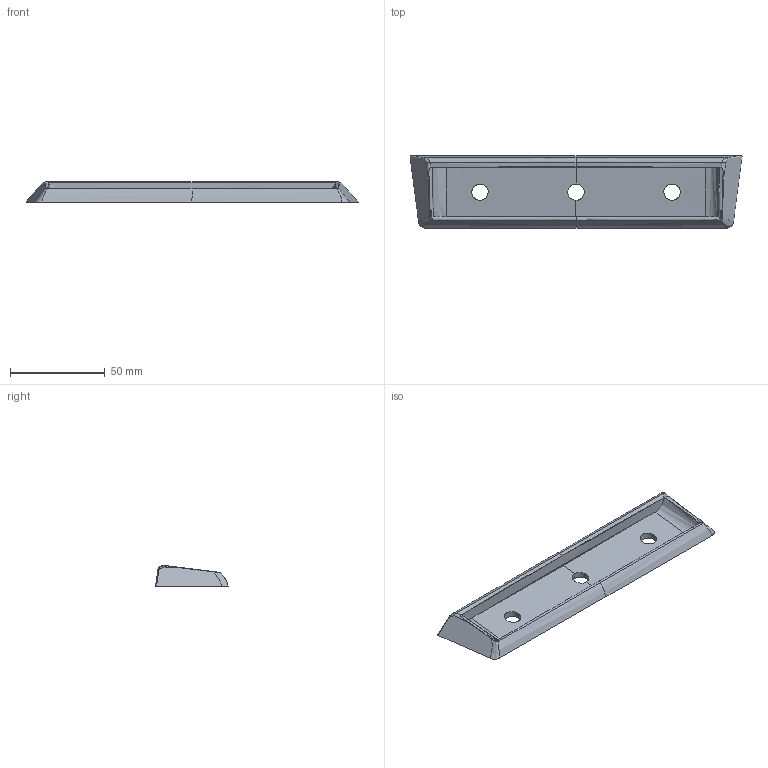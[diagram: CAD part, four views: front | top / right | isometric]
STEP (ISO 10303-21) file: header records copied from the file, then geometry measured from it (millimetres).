
FILE_DESCRIPTION (( 'STEP AP214' ), '1' );
FILE_NAME ('1_4InchBlockout.STEP', '2017-09-25T21:04:17', ( 'Temp' ), ( '' ), 'SwSTEP 2.0', 'SolidWorks 2010', '' );
FILE_SCHEMA (( 'AUTOMOTIVE_DESIGN' ));
Length unit declared in the file: inch
Products named in the file (1): 1_4InchBlockout
Bounding box: 175.6 x 38.42 x 10.68 mm (x, y, z)
Volume: 28723 mm3; surface area: 17181.6 mm2
Topology: 1 solids, 1 shells, 53 faces, 167 edges, 110 vertices
Faces by surface type: bspline 40, plane 13
Entity records: 10108 total; most frequent: CARTESIAN_POINT 8323, ORIENTED_EDGE 326, EDGE_CURVE 163, B_SPLINE_CURVE_WITH_KNOTS 148, VERTEX_POINT 110, EDGE_LOOP 57, DIMENSIONAL_EXPONENTS 56, LENGTH_MEASURE_WITH_UNIT 56
